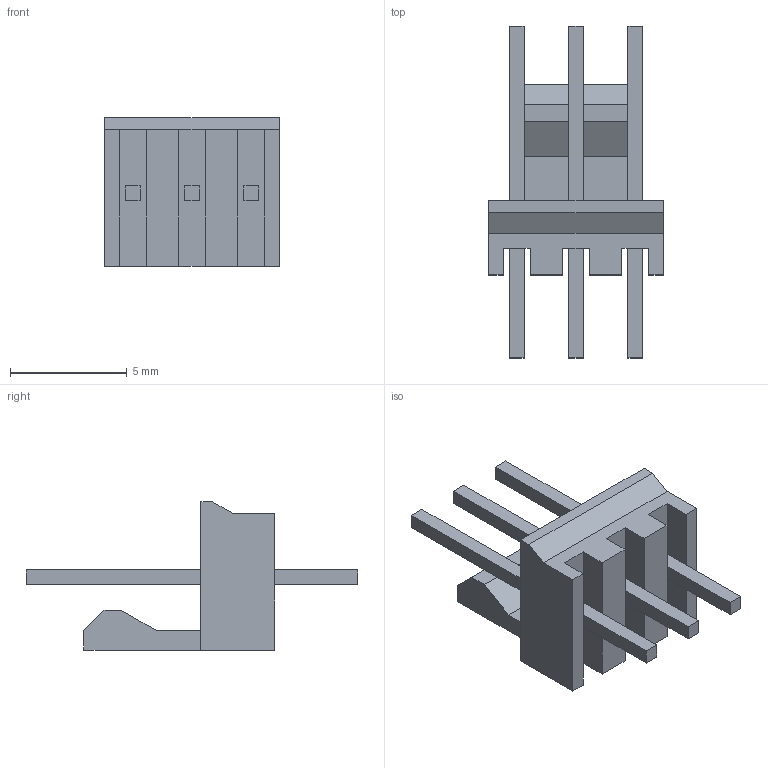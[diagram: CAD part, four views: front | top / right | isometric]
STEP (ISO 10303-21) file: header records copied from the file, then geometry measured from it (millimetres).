
FILE_DESCRIPTION((''),'2;1');
FILE_NAME('022235034','2008-06-18T',('PNB'),(''),'PRO/ENGINEER BY PARAMETRIC TECHNOLOGY CORPORATION, 2003451','PRO/ENGINEER BY PARAMETRIC TECHNOLOGY CORPORATION, 2003451','');
FILE_SCHEMA(('CONFIG_CONTROL_DESIGN'));
Length unit declared in the file: millimetre
Products named in the file (1): 022235034
Bounding box: 7.49 x 14.22 x 6.35 mm (x, y, z)
Volume: 163.9 mm3; surface area: 368.4 mm2
Topology: 1 solids, 1 shells, 57 faces, 154 edges, 106 vertices
Faces by surface type: plane 57
Entity records: 1804 total; most frequent: CARTESIAN_POINT 311, ORIENTED_EDGE 294, DIRECTION 278, VECTOR 148, LINE 148, EDGE_CURVE 147, VERTEX_POINT 98, AXIS2_PLACEMENT_3D 65
